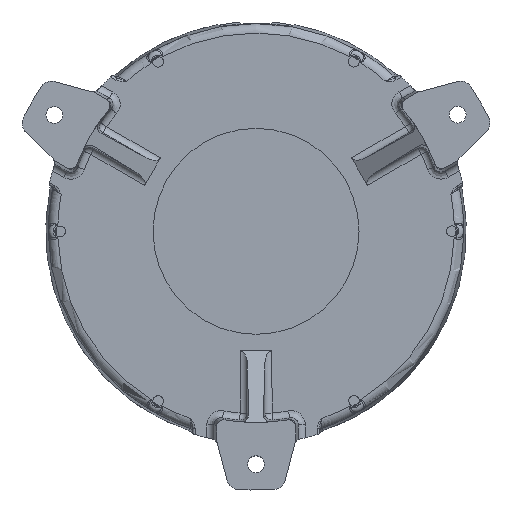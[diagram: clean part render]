
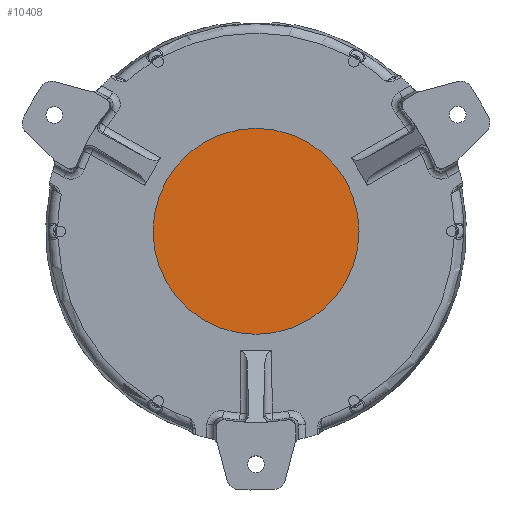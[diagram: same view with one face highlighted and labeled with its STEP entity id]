
A CAD part, top view. The second image highlights one B-rep face of the part: STEP entity #10408.
In plain terms, the highlighted planar face has unit normal (0, 0, 1).
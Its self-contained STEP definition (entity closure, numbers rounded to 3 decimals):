
#3020 = EDGE_LOOP ( 'NONE', ( #12263 ) ) ;
#7148 = CIRCLE ( 'NONE', #7192, 43.5 ) ;
#7192 = AXIS2_PLACEMENT_3D ( 'NONE', #19312, #19301, #19303 ) ;
#8537 = VERTEX_POINT ( 'NONE', #8541 ) ;
#8541 = CARTESIAN_POINT ( 'NONE',  ( -43.5, 0., 11. ) ) ;
#8672 = AXIS2_PLACEMENT_3D ( 'NONE', #16692, #16714, #16709 ) ;
#10408 = ADVANCED_FACE ( 'NONE', ( #16717 ), #16679, .F. ) ;
#12263 = ORIENTED_EDGE ( 'NONE', *, *, #13516, .T. ) ;
#13516 = EDGE_CURVE ( 'NONE', #8537, #8537, #7148, .T. ) ;
#16679 = PLANE ( 'NONE',  #8672 ) ;
#16692 = CARTESIAN_POINT ( 'NONE',  ( -0.03, 82.52, 11. ) ) ;
#16709 = DIRECTION ( 'NONE',  ( -1., 0., 0. ) ) ;
#16714 = DIRECTION ( 'NONE',  ( 0., 0., -1. ) ) ;
#16717 = FACE_OUTER_BOUND ( 'NONE', #3020, .T. ) ;
#19301 = DIRECTION ( 'NONE',  ( 0., 0., 1. ) ) ;
#19303 = DIRECTION ( 'NONE',  ( -1., 0., 0. ) ) ;
#19312 = CARTESIAN_POINT ( 'NONE',  ( 0., 0., 11. ) ) ;
